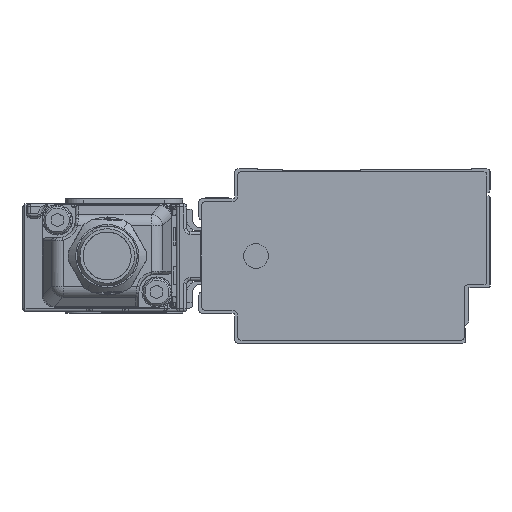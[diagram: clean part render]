
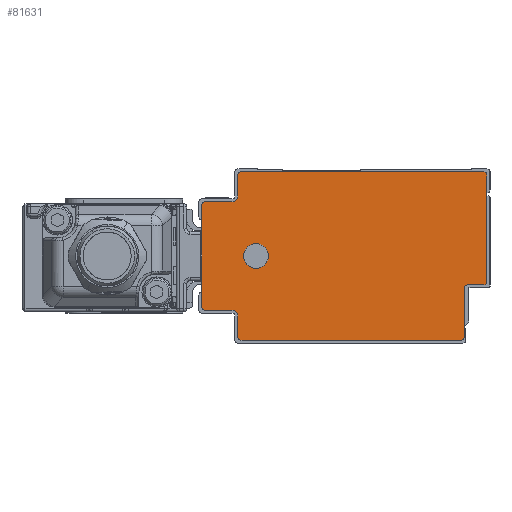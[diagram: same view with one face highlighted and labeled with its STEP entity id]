
A CAD part, left-side view. The second image highlights one B-rep face of the part: STEP entity #81631.
In plain terms, the highlighted planar face has unit normal (-1, 0, 0).
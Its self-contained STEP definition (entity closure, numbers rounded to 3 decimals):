
#80151=AXIS2_PLACEMENT_3D('Circle Axis2P3D',#80149,#80150,$) ;
#80189=AXIS2_PLACEMENT_3D('Circle Axis2P3D',#80187,#80188,$) ;
#80227=AXIS2_PLACEMENT_3D('Circle Axis2P3D',#80225,#80226,$) ;
#80265=AXIS2_PLACEMENT_3D('Circle Axis2P3D',#80263,#80264,$) ;
#81514=AXIS2_PLACEMENT_3D('Plane Axis2P3D',#81511,#81512,#81513) ;
#81518=AXIS2_PLACEMENT_3D('Circle Axis2P3D',#81516,#81517,$) ;
#81532=AXIS2_PLACEMENT_3D('Circle Axis2P3D',#81530,#81531,$) ;
#81546=AXIS2_PLACEMENT_3D('Circle Axis2P3D',#81544,#81545,$) ;
#81560=AXIS2_PLACEMENT_3D('Circle Axis2P3D',#81558,#81559,$) ;
#81574=AXIS2_PLACEMENT_3D('Circle Axis2P3D',#81572,#81573,$) ;
#81588=AXIS2_PLACEMENT_3D('Circle Axis2P3D',#81586,#81587,$) ;
#81615=AXIS2_PLACEMENT_3D('Circle Axis2P3D',#81613,#81614,$) ;
#81624=AXIS2_PLACEMENT_3D('Circle Axis2P3D',#81622,#81623,$) ;
#80107=CARTESIAN_POINT('Line Origine',(-575.5,44.,14.5)) ;
#80111=CARTESIAN_POINT('Vertex',(-575.5,44.,6.)) ;
#80113=CARTESIAN_POINT('Vertex',(-575.5,44.,23.)) ;
#80149=CARTESIAN_POINT('Axis2P3D Location',(-575.5,43.5,23.)) ;
#80153=CARTESIAN_POINT('Vertex',(-575.5,43.5,23.5)) ;
#80168=CARTESIAN_POINT('Line Origine',(-575.5,41.25,23.5)) ;
#80172=CARTESIAN_POINT('Vertex',(-575.5,39.,23.5)) ;
#80187=CARTESIAN_POINT('Axis2P3D Location',(-575.5,39.,24.5)) ;
#80191=CARTESIAN_POINT('Vertex',(-575.5,38.,24.5)) ;
#80206=CARTESIAN_POINT('Line Origine',(-575.5,38.,26.25)) ;
#80210=CARTESIAN_POINT('Vertex',(-575.5,38.,28.)) ;
#80225=CARTESIAN_POINT('Axis2P3D Location',(-575.5,37.5,28.)) ;
#80229=CARTESIAN_POINT('Vertex',(-575.5,37.5,28.5)) ;
#80244=CARTESIAN_POINT('Line Origine',(-575.5,17.25,28.5)) ;
#80248=CARTESIAN_POINT('Vertex',(-575.5,-3.,28.5)) ;
#80263=CARTESIAN_POINT('Axis2P3D Location',(-575.5,-3.,28.)) ;
#80267=CARTESIAN_POINT('Vertex',(-575.5,-3.5,28.)) ;
#80282=CARTESIAN_POINT('Line Origine',(-575.5,-3.5,19.1)) ;
#80286=CARTESIAN_POINT('Vertex',(-575.5,-3.5,10.2)) ;
#81511=CARTESIAN_POINT('Axis2P3D Location',(-575.5,0.,0.)) ;
#81516=CARTESIAN_POINT('Axis2P3D Location',(-575.5,43.5,6.)) ;
#81520=CARTESIAN_POINT('Vertex',(-575.5,43.5,5.5)) ;
#81523=CARTESIAN_POINT('Line Origine',(-575.5,41.25,5.5)) ;
#81527=CARTESIAN_POINT('Vertex',(-575.5,39.,5.5)) ;
#81530=CARTESIAN_POINT('Axis2P3D Location',(-575.5,39.,4.5)) ;
#81534=CARTESIAN_POINT('Vertex',(-575.5,38.,4.5)) ;
#81537=CARTESIAN_POINT('Line Origine',(-575.5,38.,2.75)) ;
#81541=CARTESIAN_POINT('Vertex',(-575.5,38.,1.)) ;
#81544=CARTESIAN_POINT('Axis2P3D Location',(-575.5,37.5,1.)) ;
#81548=CARTESIAN_POINT('Vertex',(-575.5,37.5,0.5)) ;
#81551=CARTESIAN_POINT('Line Origine',(-575.5,19.15,0.5)) ;
#81555=CARTESIAN_POINT('Vertex',(-575.5,0.8,0.5)) ;
#81558=CARTESIAN_POINT('Axis2P3D Location',(-575.5,0.8,1.)) ;
#81562=CARTESIAN_POINT('Vertex',(-575.5,0.3,1.)) ;
#81565=CARTESIAN_POINT('Line Origine',(-575.5,0.3,5.1)) ;
#81569=CARTESIAN_POINT('Vertex',(-575.5,0.3,9.2)) ;
#81572=CARTESIAN_POINT('Axis2P3D Location',(-575.5,-0.2,9.2)) ;
#81576=CARTESIAN_POINT('Vertex',(-575.5,-0.2,9.7)) ;
#81579=CARTESIAN_POINT('Line Origine',(-575.5,-1.6,9.7)) ;
#81583=CARTESIAN_POINT('Vertex',(-575.5,-3.,9.7)) ;
#81586=CARTESIAN_POINT('Axis2P3D Location',(-575.5,-3.,10.2)) ;
#81613=CARTESIAN_POINT('Axis2P3D Location',(-575.5,35.,14.5)) ;
#81617=CARTESIAN_POINT('Vertex',(-575.5,33.186,13.509)) ;
#81619=CARTESIAN_POINT('Vertex',(-575.5,36.814,15.491)) ;
#81622=CARTESIAN_POINT('Axis2P3D Location',(-575.5,35.,14.5)) ;
#80108=DIRECTION('Vector Direction',(0.,0.,1.)) ;
#80150=DIRECTION('Axis2P3D Direction',(1.,0.,0.)) ;
#80169=DIRECTION('Vector Direction',(0.,1.,0.)) ;
#80188=DIRECTION('Axis2P3D Direction',(1.,0.,0.)) ;
#80207=DIRECTION('Vector Direction',(0.,0.,1.)) ;
#80226=DIRECTION('Axis2P3D Direction',(1.,0.,0.)) ;
#80245=DIRECTION('Vector Direction',(0.,1.,0.)) ;
#80264=DIRECTION('Axis2P3D Direction',(1.,0.,-0.)) ;
#80283=DIRECTION('Vector Direction',(0.,0.,-1.)) ;
#81512=DIRECTION('Axis2P3D Direction',(1.,0.,0.)) ;
#81513=DIRECTION('Axis2P3D XDirection',(0.,1.,0.)) ;
#81517=DIRECTION('Axis2P3D Direction',(1.,0.,0.)) ;
#81524=DIRECTION('Vector Direction',(0.,-1.,0.)) ;
#81531=DIRECTION('Axis2P3D Direction',(1.,0.,0.)) ;
#81538=DIRECTION('Vector Direction',(0.,0.,1.)) ;
#81545=DIRECTION('Axis2P3D Direction',(1.,0.,0.)) ;
#81552=DIRECTION('Vector Direction',(0.,-1.,0.)) ;
#81559=DIRECTION('Axis2P3D Direction',(1.,0.,0.)) ;
#81566=DIRECTION('Vector Direction',(0.,0.,-1.)) ;
#81573=DIRECTION('Axis2P3D Direction',(1.,0.,0.)) ;
#81580=DIRECTION('Vector Direction',(0.,1.,0.)) ;
#81587=DIRECTION('Axis2P3D Direction',(1.,0.,0.)) ;
#81614=DIRECTION('Axis2P3D Direction',(1.,0.,0.)) ;
#81623=DIRECTION('Axis2P3D Direction',(1.,0.,0.)) ;
#80109=VECTOR('Line Direction',#80108,1.) ;
#80170=VECTOR('Line Direction',#80169,1.) ;
#80208=VECTOR('Line Direction',#80207,1.) ;
#80246=VECTOR('Line Direction',#80245,1.) ;
#80284=VECTOR('Line Direction',#80283,1.) ;
#81525=VECTOR('Line Direction',#81524,1.) ;
#81539=VECTOR('Line Direction',#81538,1.) ;
#81553=VECTOR('Line Direction',#81552,1.) ;
#81567=VECTOR('Line Direction',#81566,1.) ;
#81581=VECTOR('Line Direction',#81580,1.) ;
#81592=ORIENTED_EDGE('',*,*,#80250,.F.) ;
#81593=ORIENTED_EDGE('',*,*,#80231,.F.) ;
#81594=ORIENTED_EDGE('',*,*,#80212,.F.) ;
#81595=ORIENTED_EDGE('',*,*,#80193,.F.) ;
#81596=ORIENTED_EDGE('',*,*,#80174,.F.) ;
#81597=ORIENTED_EDGE('',*,*,#80155,.F.) ;
#81598=ORIENTED_EDGE('',*,*,#80115,.F.) ;
#81599=ORIENTED_EDGE('',*,*,#81522,.F.) ;
#81600=ORIENTED_EDGE('',*,*,#81529,.F.) ;
#81601=ORIENTED_EDGE('',*,*,#81536,.F.) ;
#81602=ORIENTED_EDGE('',*,*,#81543,.F.) ;
#81603=ORIENTED_EDGE('',*,*,#81550,.F.) ;
#81604=ORIENTED_EDGE('',*,*,#81557,.F.) ;
#81605=ORIENTED_EDGE('',*,*,#81564,.F.) ;
#81606=ORIENTED_EDGE('',*,*,#81571,.F.) ;
#81607=ORIENTED_EDGE('',*,*,#81578,.F.) ;
#81608=ORIENTED_EDGE('',*,*,#81585,.F.) ;
#81609=ORIENTED_EDGE('',*,*,#81590,.F.) ;
#81610=ORIENTED_EDGE('',*,*,#80288,.F.) ;
#81611=ORIENTED_EDGE('',*,*,#80269,.F.) ;
#81628=ORIENTED_EDGE('',*,*,#81621,.T.) ;
#81629=ORIENTED_EDGE('',*,*,#81626,.T.) ;
#81630=FACE_BOUND('',#81627,.T.) ;
#81631=ADVANCED_FACE('\X2\FF8EFF9EFF83FF9EFF68FF70\X0\.2',(#81612,#81630),#81515,.F.) ;
#80152=CIRCLE('generated circle',#80151,0.5) ;
#80190=CIRCLE('generated circle',#80189,1.) ;
#80228=CIRCLE('generated circle',#80227,0.5) ;
#80266=CIRCLE('generated circle',#80265,0.5) ;
#81519=CIRCLE('generated circle',#81518,0.5) ;
#81533=CIRCLE('generated circle',#81532,1.) ;
#81547=CIRCLE('generated circle',#81546,0.5) ;
#81561=CIRCLE('generated circle',#81560,0.5) ;
#81575=CIRCLE('generated circle',#81574,0.5) ;
#81589=CIRCLE('generated circle',#81588,0.5) ;
#81616=CIRCLE('generated circle',#81615,2.067) ;
#81625=CIRCLE('generated circle',#81624,2.067) ;
#80115=EDGE_CURVE('',#80112,#80114,#80110,.T.) ;
#80155=EDGE_CURVE('',#80114,#80154,#80152,.T.) ;
#80174=EDGE_CURVE('',#80154,#80173,#80171,.F.) ;
#80193=EDGE_CURVE('',#80173,#80192,#80190,.F.) ;
#80212=EDGE_CURVE('',#80192,#80211,#80209,.T.) ;
#80231=EDGE_CURVE('',#80211,#80230,#80228,.T.) ;
#80250=EDGE_CURVE('',#80230,#80249,#80247,.F.) ;
#80269=EDGE_CURVE('',#80249,#80268,#80266,.T.) ;
#80288=EDGE_CURVE('',#80268,#80287,#80285,.T.) ;
#81522=EDGE_CURVE('',#81521,#80112,#81519,.T.) ;
#81529=EDGE_CURVE('',#81528,#81521,#81526,.F.) ;
#81536=EDGE_CURVE('',#81535,#81528,#81533,.F.) ;
#81543=EDGE_CURVE('',#81542,#81535,#81540,.T.) ;
#81550=EDGE_CURVE('',#81549,#81542,#81547,.T.) ;
#81557=EDGE_CURVE('',#81556,#81549,#81554,.F.) ;
#81564=EDGE_CURVE('',#81563,#81556,#81561,.T.) ;
#81571=EDGE_CURVE('',#81570,#81563,#81568,.T.) ;
#81578=EDGE_CURVE('',#81577,#81570,#81575,.F.) ;
#81585=EDGE_CURVE('',#81584,#81577,#81582,.T.) ;
#81590=EDGE_CURVE('',#80287,#81584,#81589,.T.) ;
#81621=EDGE_CURVE('',#81618,#81620,#81616,.T.) ;
#81626=EDGE_CURVE('',#81620,#81618,#81625,.T.) ;
#81591=EDGE_LOOP('',(#81592,#81593,#81594,#81595,#81596,#81597,#81598,#81599,#81600,#81601,#81602,#81603,#81604,#81605,#81606,#81607,#81608,#81609,#81610,#81611)) ;
#81627=EDGE_LOOP('',(#81628,#81629)) ;
#81612=FACE_OUTER_BOUND('',#81591,.T.) ;
#80110=LINE('Line',#80107,#80109) ;
#80171=LINE('Line',#80168,#80170) ;
#80209=LINE('Line',#80206,#80208) ;
#80247=LINE('Line',#80244,#80246) ;
#80285=LINE('Line',#80282,#80284) ;
#81526=LINE('Line',#81523,#81525) ;
#81540=LINE('Line',#81537,#81539) ;
#81554=LINE('Line',#81551,#81553) ;
#81568=LINE('Line',#81565,#81567) ;
#81582=LINE('Line',#81579,#81581) ;
#81515=PLANE('Plane',#81514) ;
#80112=VERTEX_POINT('',#80111) ;
#80114=VERTEX_POINT('',#80113) ;
#80154=VERTEX_POINT('',#80153) ;
#80173=VERTEX_POINT('',#80172) ;
#80192=VERTEX_POINT('',#80191) ;
#80211=VERTEX_POINT('',#80210) ;
#80230=VERTEX_POINT('',#80229) ;
#80249=VERTEX_POINT('',#80248) ;
#80268=VERTEX_POINT('',#80267) ;
#80287=VERTEX_POINT('',#80286) ;
#81521=VERTEX_POINT('',#81520) ;
#81528=VERTEX_POINT('',#81527) ;
#81535=VERTEX_POINT('',#81534) ;
#81542=VERTEX_POINT('',#81541) ;
#81549=VERTEX_POINT('',#81548) ;
#81556=VERTEX_POINT('',#81555) ;
#81563=VERTEX_POINT('',#81562) ;
#81570=VERTEX_POINT('',#81569) ;
#81577=VERTEX_POINT('',#81576) ;
#81584=VERTEX_POINT('',#81583) ;
#81618=VERTEX_POINT('',#81617) ;
#81620=VERTEX_POINT('',#81619) ;
